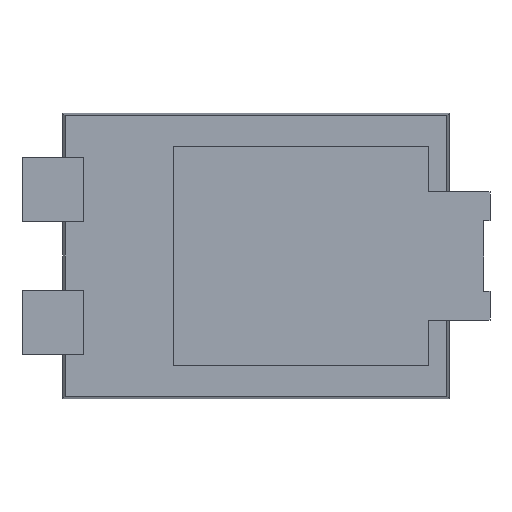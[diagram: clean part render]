
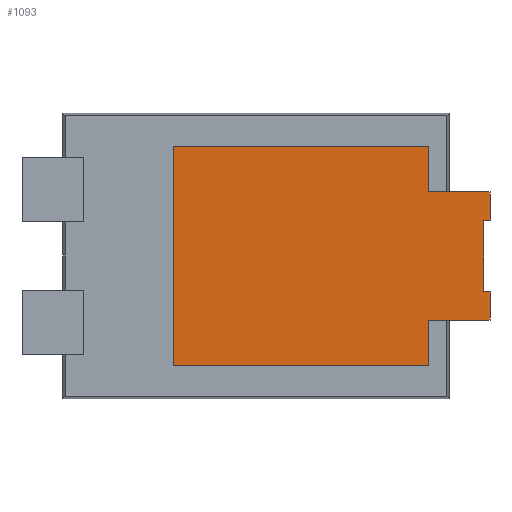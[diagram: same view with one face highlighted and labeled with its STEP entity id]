
A CAD part, front view. The second image highlights one B-rep face of the part: STEP entity #1093.
In plain terms, the highlighted planar face has unit normal (0, -1, 0).
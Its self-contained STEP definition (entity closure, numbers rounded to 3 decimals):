
#8 = DIRECTION ( 'NONE',  ( 1., 0., 0. ) ) ;
#28 = VECTOR ( 'NONE', #1229, 1000. ) ;
#58 = LINE ( 'NONE', #1120, #1357 ) ;
#62 = LINE ( 'NONE', #494, #28 ) ;
#65 = EDGE_CURVE ( 'NONE', #1579, #600, #284, .T. ) ;
#90 = CARTESIAN_POINT ( 'NONE',  ( 2.402, 0., 0.89 ) ) ;
#126 = CARTESIAN_POINT ( 'NONE',  ( 2.402, 0., -0.89 ) ) ;
#148 = LINE ( 'NONE', #500, #1078 ) ;
#167 = CARTESIAN_POINT ( 'NONE',  ( 0., 0., 0. ) ) ;
#172 = EDGE_CURVE ( 'NONE', #600, #1253, #1420, .T. ) ;
#178 = VECTOR ( 'NONE', #1364, 1000. ) ;
#185 = ORIENTED_EDGE ( 'NONE', *, *, #740, .F. ) ;
#203 = VECTOR ( 'NONE', #1267, 1000. ) ;
#227 = DIRECTION ( 'NONE',  ( -1., 0., 0. ) ) ;
#230 = EDGE_CURVE ( 'NONE', #1521, #1579, #1354, .T. ) ;
#231 = ORIENTED_EDGE ( 'NONE', *, *, #838, .F. ) ;
#284 = LINE ( 'NONE', #361, #1574 ) ;
#289 = PLANE ( 'NONE',  #1242 ) ;
#305 = ORIENTED_EDGE ( 'NONE', *, *, #781, .F. ) ;
#340 = VERTEX_POINT ( 'NONE', #949 ) ;
#341 = CARTESIAN_POINT ( 'NONE',  ( 3.167, 0., 0.49 ) ) ;
#361 = CARTESIAN_POINT ( 'NONE',  ( 3.167, 0., 0.49 ) ) ;
#368 = VERTEX_POINT ( 'NONE', #1439 ) ;
#377 = CARTESIAN_POINT ( 'NONE',  ( 2.402, 0., -0.89 ) ) ;
#382 = CARTESIAN_POINT ( 'NONE',  ( -1.147, 0., -1.527 ) ) ;
#400 = ORIENTED_EDGE ( 'NONE', *, *, #802, .F. ) ;
#423 = CARTESIAN_POINT ( 'NONE',  ( 3.252, 0., 0.49 ) ) ;
#448 = VECTOR ( 'NONE', #1482, 1000. ) ;
#473 = LINE ( 'NONE', #983, #535 ) ;
#488 = EDGE_CURVE ( 'NONE', #1445, #876, #473, .T. ) ;
#494 = CARTESIAN_POINT ( 'NONE',  ( 2.402, 0., 0.89 ) ) ;
#500 = CARTESIAN_POINT ( 'NONE',  ( -1.147, 0., -1.527 ) ) ;
#502 = LINE ( 'NONE', #1605, #448 ) ;
#527 = ORIENTED_EDGE ( 'NONE', *, *, #1523, .F. ) ;
#535 = VECTOR ( 'NONE', #1568, 1000. ) ;
#561 = EDGE_CURVE ( 'NONE', #368, #1521, #794, .T. ) ;
#600 = VERTEX_POINT ( 'NONE', #783 ) ;
#608 = ORIENTED_EDGE ( 'NONE', *, *, #1501, .F. ) ;
#634 = LINE ( 'NONE', #907, #787 ) ;
#665 = CARTESIAN_POINT ( 'NONE',  ( 3.252, 0., 0.49 ) ) ;
#683 = ORIENTED_EDGE ( 'NONE', *, *, #1219, .F. ) ;
#721 = VECTOR ( 'NONE', #1589, 1000. ) ;
#728 = VERTEX_POINT ( 'NONE', #382 ) ;
#740 = EDGE_CURVE ( 'NONE', #1613, #1539, #1548, .T. ) ;
#771 = CARTESIAN_POINT ( 'NONE',  ( 3.252, 0., -0.89 ) ) ;
#781 = EDGE_CURVE ( 'NONE', #1253, #1613, #502, .T. ) ;
#783 = CARTESIAN_POINT ( 'NONE',  ( 3.167, 0., -0.49 ) ) ;
#787 = VECTOR ( 'NONE', #8, 1000. ) ;
#794 = LINE ( 'NONE', #998, #721 ) ;
#802 = EDGE_CURVE ( 'NONE', #340, #728, #148, .T. ) ;
#810 = DIRECTION ( 'NONE',  ( 0., 1., 0. ) ) ;
#826 = FACE_OUTER_BOUND ( 'NONE', #1034, .T. ) ;
#835 = ORIENTED_EDGE ( 'NONE', *, *, #230, .F. ) ;
#838 = EDGE_CURVE ( 'NONE', #876, #368, #62, .T. ) ;
#855 = ORIENTED_EDGE ( 'NONE', *, *, #488, .F. ) ;
#858 = CARTESIAN_POINT ( 'NONE',  ( 3.252, 0., -0.49 ) ) ;
#860 = DIRECTION ( 'NONE',  ( 0., 0., 1. ) ) ;
#862 = CARTESIAN_POINT ( 'NONE',  ( 2.402, 0., -1.527 ) ) ;
#876 = VERTEX_POINT ( 'NONE', #90 ) ;
#902 = LINE ( 'NONE', #862, #1074 ) ;
#907 = CARTESIAN_POINT ( 'NONE',  ( -1.147, 0., 1.527 ) ) ;
#949 = CARTESIAN_POINT ( 'NONE',  ( 2.402, 0., -1.527 ) ) ;
#983 = CARTESIAN_POINT ( 'NONE',  ( 2.402, 0., 0.89 ) ) ;
#987 = VERTEX_POINT ( 'NONE', #1557 ) ;
#998 = CARTESIAN_POINT ( 'NONE',  ( 3.252, 0., 0.49 ) ) ;
#1034 = EDGE_LOOP ( 'NONE', ( #683, #527, #400, #608, #185, #305, #1563, #1083, #835, #1164, #231, #855 ) ) ;
#1074 = VECTOR ( 'NONE', #1355, 1000. ) ;
#1078 = VECTOR ( 'NONE', #227, 1000. ) ;
#1083 = ORIENTED_EDGE ( 'NONE', *, *, #65, .F. ) ;
#1093 = ADVANCED_FACE ( 'NONE', ( #826 ), #289, .F. ) ;
#1120 = CARTESIAN_POINT ( 'NONE',  ( -1.147, 0., -1.527 ) ) ;
#1164 = ORIENTED_EDGE ( 'NONE', *, *, #561, .F. ) ;
#1169 = DIRECTION ( 'NONE',  ( -1., 0., 0. ) ) ;
#1219 = EDGE_CURVE ( 'NONE', #987, #1445, #634, .T. ) ;
#1229 = DIRECTION ( 'NONE',  ( 1., 0., 0. ) ) ;
#1230 = DIRECTION ( 'NONE',  ( 0., 0., -1. ) ) ;
#1242 = AXIS2_PLACEMENT_3D ( 'NONE', #167, #810, #1536 ) ;
#1253 = VERTEX_POINT ( 'NONE', #858 ) ;
#1267 = DIRECTION ( 'NONE',  ( 1., 0., 0. ) ) ;
#1276 = CARTESIAN_POINT ( 'NONE',  ( 3.167, 0., -0.49 ) ) ;
#1354 = LINE ( 'NONE', #423, #1559 ) ;
#1355 = DIRECTION ( 'NONE',  ( 0., 0., -1. ) ) ;
#1357 = VECTOR ( 'NONE', #860, 1000. ) ;
#1364 = DIRECTION ( 'NONE',  ( -1., 0., 0. ) ) ;
#1420 = LINE ( 'NONE', #1276, #203 ) ;
#1439 = CARTESIAN_POINT ( 'NONE',  ( 3.252, 0., 0.89 ) ) ;
#1445 = VERTEX_POINT ( 'NONE', #1567 ) ;
#1482 = DIRECTION ( 'NONE',  ( 0., 0., -1. ) ) ;
#1501 = EDGE_CURVE ( 'NONE', #1539, #340, #902, .T. ) ;
#1521 = VERTEX_POINT ( 'NONE', #665 ) ;
#1523 = EDGE_CURVE ( 'NONE', #728, #987, #58, .T. ) ;
#1536 = DIRECTION ( 'NONE',  ( 0., 0., 1. ) ) ;
#1539 = VERTEX_POINT ( 'NONE', #126 ) ;
#1548 = LINE ( 'NONE', #377, #178 ) ;
#1557 = CARTESIAN_POINT ( 'NONE',  ( -1.147, 0., 1.527 ) ) ;
#1559 = VECTOR ( 'NONE', #1169, 1000. ) ;
#1563 = ORIENTED_EDGE ( 'NONE', *, *, #172, .F. ) ;
#1567 = CARTESIAN_POINT ( 'NONE',  ( 2.402, 0., 1.527 ) ) ;
#1568 = DIRECTION ( 'NONE',  ( 0., 0., -1. ) ) ;
#1574 = VECTOR ( 'NONE', #1230, 1000. ) ;
#1579 = VERTEX_POINT ( 'NONE', #341 ) ;
#1589 = DIRECTION ( 'NONE',  ( 0., 0., -1. ) ) ;
#1605 = CARTESIAN_POINT ( 'NONE',  ( 3.252, 0., -0.89 ) ) ;
#1613 = VERTEX_POINT ( 'NONE', #771 ) ;
